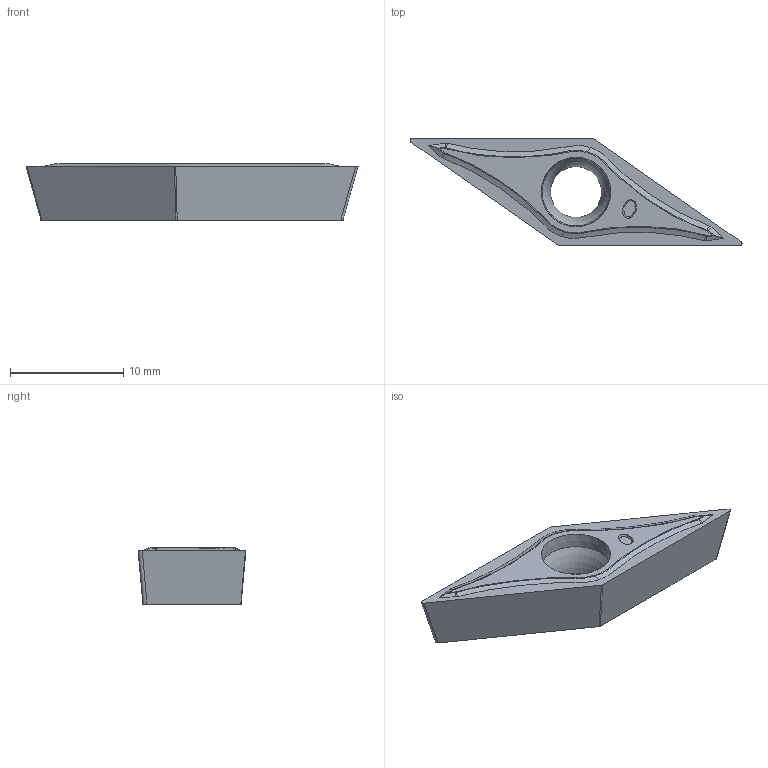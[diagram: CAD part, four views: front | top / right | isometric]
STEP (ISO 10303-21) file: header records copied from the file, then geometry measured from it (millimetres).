
FILE_DESCRIPTION(/* description */ (''),/* implementation_level */ '2;1');
FILE_NAME(/* name */ 'VBMT160402E_FM_115007843ndi000_01_SIM.stp',/* time_stamp */ '2021-09-15T11:08:47+02:00',/* author */ (''),/* organization */ (''),/* preprocessor_version */ 'ST-DEVELOPER v16.7',/* originating_system */ 'SIEMENS PLM Software NX 12.0',/* authorisation */ '');
FILE_SCHEMA (('AUTOMOTIVE_DESIGN { 1 0 10303 214 3 1 1 1 }'));
Length unit declared in the file: millimetre
Products named in the file (1): fo3443D4C32Fgx8m
Bounding box: 29.34 x 9.53 x 4.96 mm (x, y, z)
Volume: 601.5 mm3; surface area: 625.7 mm2
Topology: 1 solids, 1 shells, 49 faces, 120 edges, 75 vertices
Faces by surface type: bspline 28, plane 8, sphere 4, cone 3, cylinder 3, extrusion 2, torus 1
Full cylindrical faces by diameter (mm): 4.5 x1
Entity records: 5554 total; most frequent: CARTESIAN_POINT 4592, ORIENTED_EDGE 228, DIRECTION 130, EDGE_CURVE 114, VERTEX_POINT 72, B_SPLINE_CURVE_WITH_KNOTS 62, EDGE_LOOP 56, AXIS2_PLACEMENT_3D 54
